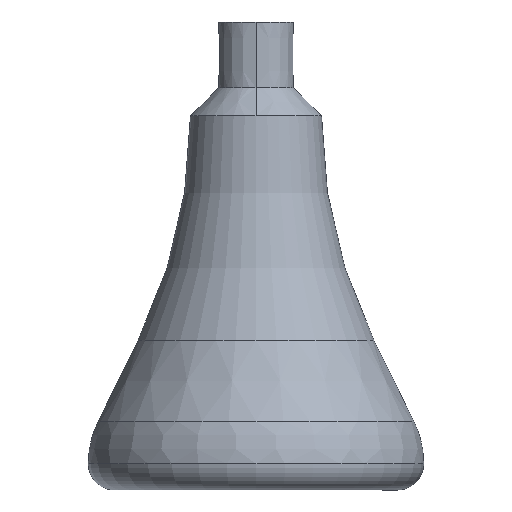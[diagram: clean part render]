
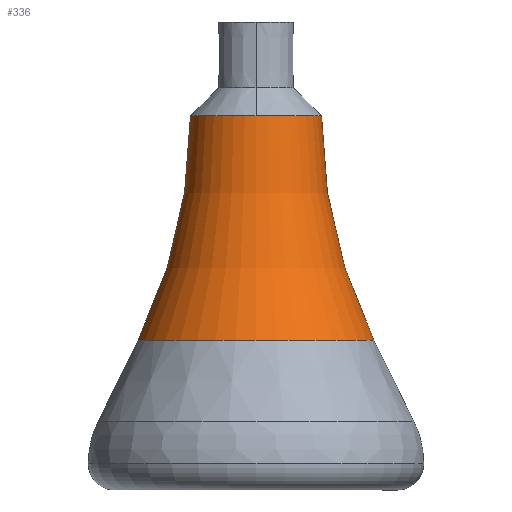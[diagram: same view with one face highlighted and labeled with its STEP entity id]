
A CAD part, front view. The second image highlights one B-rep face of the part: STEP entity #336.
In plain terms, the highlighted toroidal (fillet/blend) face has major radius 153.071 mm and minor radius 135.571 mm.
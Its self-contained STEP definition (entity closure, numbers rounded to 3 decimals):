
#336=ADVANCED_FACE('0:4046',(#663),#664,.F.);
#663=FACE_OUTER_BOUND('',#991,.T.);
#664=TOROIDAL_SURFACE('',#992,153.071,135.571);
#991=EDGE_LOOP('',(#1651,#1652,#1653,#1654));
#992=AXIS2_PLACEMENT_3D('',#1655,#1656,#1657);
#1651=ORIENTED_EDGE('',*,*,#2073,.T.);
#1652=ORIENTED_EDGE('',*,*,#2145,.F.);
#1653=ORIENTED_EDGE('',*,*,#2075,.T.);
#1654=ORIENTED_EDGE('',*,*,#2132,.T.);
#1655=CARTESIAN_POINT('',(0.,0.0,60.));
#1656=DIRECTION('',(0.,0.0,1.0));
#1657=DIRECTION('',(1.0,0.0,0.));
#2073=EDGE_CURVE('',#2495,#2496,#2497,.T.);
#2075=EDGE_CURVE('',#2500,#2498,#2501,.T.);
#2132=EDGE_CURVE('',#2498,#2495,#2568,.T.);
#2145=EDGE_CURVE('',#2500,#2496,#2581,.T.);
#2495=VERTEX_POINT('',#3027);
#2496=VERTEX_POINT('',#3028);
#2497=CIRCLE('',#3029,135.571);
#2498=VERTEX_POINT('',#3030);
#2500=VERTEX_POINT('',#3032);
#2501=CIRCLE('',#3033,135.571);
#2568=CIRCLE('',#3124,31.5);
#2581=CIRCLE('',#3139,17.5);
#3027=CARTESIAN_POINT('',(31.5,0.0,0.));
#3028=CARTESIAN_POINT('',(17.5,0.0,60.0));
#3029=AXIS2_PLACEMENT_3D('',#3433,#3434,#3435);
#3030=CARTESIAN_POINT('',(-31.5,0.,0.));
#3032=CARTESIAN_POINT('',(-17.5,0.,60.));
#3033=AXIS2_PLACEMENT_3D('',#3439,#3440,#3441);
#3124=AXIS2_PLACEMENT_3D('',#3496,#3497,#3498);
#3139=AXIS2_PLACEMENT_3D('',#3513,#3514,#3515);
#3433=CARTESIAN_POINT('',(153.071,0.,60.0));
#3434=DIRECTION('',(0.,1.0,0.));
#3435=DIRECTION('',(1.0,0.,0.));
#3439=CARTESIAN_POINT('',(-153.071,0.,60.));
#3440=DIRECTION('',(0.,1.0,0.));
#3441=DIRECTION('',(-1.0,0.,0.));
#3496=CARTESIAN_POINT('',(0.,0.0,0.));
#3497=DIRECTION('',(0.,0.0,1.0));
#3498=DIRECTION('',(1.0,0.0,0.));
#3513=CARTESIAN_POINT('',(0.,0.0,60.0));
#3514=DIRECTION('',(0.,0.0,1.0));
#3515=DIRECTION('',(1.0,0.0,0.));
